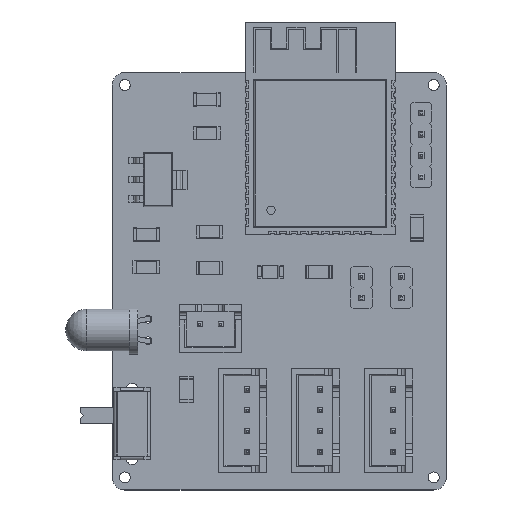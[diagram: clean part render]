
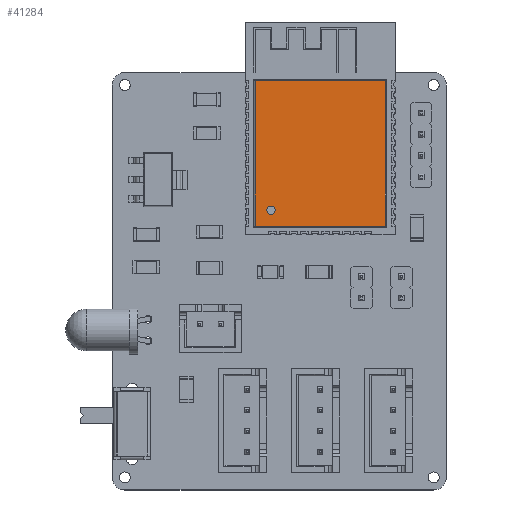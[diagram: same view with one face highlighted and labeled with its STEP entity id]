
A CAD part, top view. The second image highlights one B-rep face of the part: STEP entity #41284.
In plain terms, the highlighted face is planar.
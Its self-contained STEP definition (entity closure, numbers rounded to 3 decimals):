
#40907 = VERTEX_POINT('',#40908);
#40908 = CARTESIAN_POINT('',(-5.4,3.2,9.795));
#40914 = EDGE_CURVE('',#40915,#40907,#40917,.T.);
#40915 = VERTEX_POINT('',#40916);
#40916 = CARTESIAN_POINT('',(-6.4,3.2,9.795));
#40917 = CIRCLE('',#40918,0.5);
#40918 = AXIS2_PLACEMENT_3D('',#40919,#40920,#40921);
#40919 = CARTESIAN_POINT('',(-5.9,3.2,9.795));
#40920 = DIRECTION('',(0.,1.,0.));
#40921 = DIRECTION('',(1.,-0.,0.));
#41284 = ADVANCED_FACE('',(#41285,#41319),#41329,.T.);
#41285 = FACE_BOUND('',#41286,.T.);
#41286 = EDGE_LOOP('',(#41287,#41297,#41305,#41313));
#41287 = ORIENTED_EDGE('',*,*,#41288,.T.);
#41288 = EDGE_CURVE('',#41289,#41291,#41293,.T.);
#41289 = VERTEX_POINT('',#41290);
#41290 = CARTESIAN_POINT('',(-7.8,3.2,11.695));
#41291 = VERTEX_POINT('',#41292);
#41292 = CARTESIAN_POINT('',(7.8,3.2,11.695));
#41293 = LINE('',#41294,#41295);
#41294 = CARTESIAN_POINT('',(7.9,3.2,11.695));
#41295 = VECTOR('',#41296,1.);
#41296 = DIRECTION('',(1.,0.,0.));
#41297 = ORIENTED_EDGE('',*,*,#41298,.T.);
#41298 = EDGE_CURVE('',#41291,#41299,#41301,.T.);
#41299 = VERTEX_POINT('',#41300);
#41300 = CARTESIAN_POINT('',(7.8,3.2,-5.705));
#41301 = LINE('',#41302,#41303);
#41302 = CARTESIAN_POINT('',(7.8,3.2,-5.805));
#41303 = VECTOR('',#41304,1.);
#41304 = DIRECTION('',(0.,0.,-1.));
#41305 = ORIENTED_EDGE('',*,*,#41306,.T.);
#41306 = EDGE_CURVE('',#41299,#41307,#41309,.T.);
#41307 = VERTEX_POINT('',#41308);
#41308 = CARTESIAN_POINT('',(-7.8,3.2,-5.705));
#41309 = LINE('',#41310,#41311);
#41310 = CARTESIAN_POINT('',(-7.9,3.2,-5.705));
#41311 = VECTOR('',#41312,1.);
#41312 = DIRECTION('',(-1.,0.,0.));
#41313 = ORIENTED_EDGE('',*,*,#41314,.T.);
#41314 = EDGE_CURVE('',#41307,#41289,#41315,.T.);
#41315 = LINE('',#41316,#41317);
#41316 = CARTESIAN_POINT('',(-7.8,3.2,11.795));
#41317 = VECTOR('',#41318,1.);
#41318 = DIRECTION('',(0.,0.,1.));
#41319 = FACE_BOUND('',#41320,.T.);
#41320 = EDGE_LOOP('',(#41321,#41328));
#41321 = ORIENTED_EDGE('',*,*,#41322,.F.);
#41322 = EDGE_CURVE('',#40907,#40915,#41323,.T.);
#41323 = CIRCLE('',#41324,0.5);
#41324 = AXIS2_PLACEMENT_3D('',#41325,#41326,#41327);
#41325 = CARTESIAN_POINT('',(-5.9,3.2,9.795));
#41326 = DIRECTION('',(0.,1.,0.));
#41327 = DIRECTION('',(1.,-0.,0.));
#41328 = ORIENTED_EDGE('',*,*,#40914,.F.);
#41329 = PLANE('',#41330);
#41330 = AXIS2_PLACEMENT_3D('',#41331,#41332,#41333);
#41331 = CARTESIAN_POINT('',(0.,3.2,0.));
#41332 = DIRECTION('',(-0.,1.,0.));
#41333 = DIRECTION('',(1.,0.,0.));
